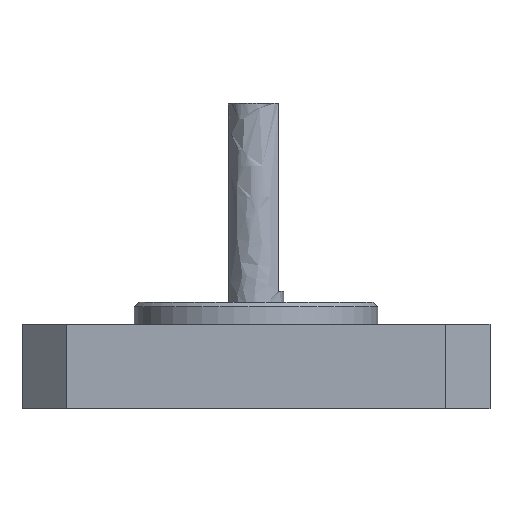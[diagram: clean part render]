
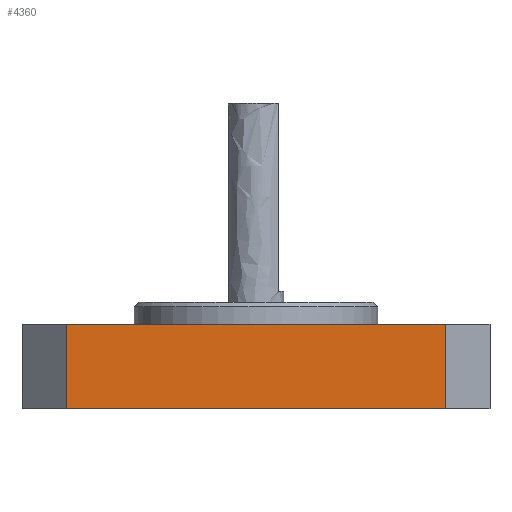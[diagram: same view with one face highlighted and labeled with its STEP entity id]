
A CAD part, front view. The second image highlights one B-rep face of the part: STEP entity #4360.
In plain terms, the highlighted planar face has unit normal (0, -1, 0).
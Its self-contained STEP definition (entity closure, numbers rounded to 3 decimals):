
#954 = PLANE('',#955);
#955 = AXIS2_PLACEMENT_3D('',#956,#957,#958);
#956 = CARTESIAN_POINT('',(270.,365.5,62.));
#957 = DIRECTION('',(0.,0.,1.));
#958 = DIRECTION('',(-1.,0.,0.));
#3198 = PLANE('',#3199);
#3199 = AXIS2_PLACEMENT_3D('',#3200,#3201,#3202);
#3200 = CARTESIAN_POINT('',(266.17,323.37,
    53.465));
#3201 = DIRECTION('',(0.707,-0.707,0.
    ));
#3202 = DIRECTION('',(-0.707,-0.707,
    0.));
#3221 = VERTEX_POINT('',#3222);
#3222 = CARTESIAN_POINT('',(261.65,318.85,
    62.));
#3240 = EDGE_CURVE('',#3241,#3221,#3243,.T.);
#3241 = VERTEX_POINT('',#3242);
#3242 = CARTESIAN_POINT('',(261.65,318.85,
    54.35));
#3243 = SURFACE_CURVE('',#3244,(#3247,#3253),.PCURVE_S1.);
#3244 = B_SPLINE_CURVE_WITH_KNOTS('',1,(#3245,#3246),.UNSPECIFIED.,.F.,
  .F.,(2,2),(-7.65,0.),.PIECEWISE_BEZIER_KNOTS.);
#3245 = CARTESIAN_POINT('',(261.65,318.85,
    54.35));
#3246 = CARTESIAN_POINT('',(261.65,318.85,
    62.));
#3247 = PCURVE('',#3198,#3248);
#3248 = DEFINITIONAL_REPRESENTATION('',(#3249),#3252);
#3249 = B_SPLINE_CURVE_WITH_KNOTS('',1,(#3250,#3251),.UNSPECIFIED.,.F.,
  .F.,(2,2),(-7.65,0.),.PIECEWISE_BEZIER_KNOTS.);
#3250 = CARTESIAN_POINT('',(6.392,-0.885));
#3251 = CARTESIAN_POINT('',(6.392,-8.535));
#3252 = ( GEOMETRIC_REPRESENTATION_CONTEXT(2) 
PARAMETRIC_REPRESENTATION_CONTEXT() REPRESENTATION_CONTEXT('2D SPACE',''
  ) );
#3253 = PCURVE('',#3254,#3259);
#3254 = PLANE('',#3255);
#3255 = AXIS2_PLACEMENT_3D('',#3256,#3257,#3258);
#3256 = CARTESIAN_POINT('',(265.2,318.85,
    53.465));
#3257 = DIRECTION('',(0.,-1.,0.));
#3258 = DIRECTION('',(-1.,0.,0.));
#3259 = DEFINITIONAL_REPRESENTATION('',(#3260),#3263);
#3260 = B_SPLINE_CURVE_WITH_KNOTS('',1,(#3261,#3262),.UNSPECIFIED.,.F.,
  .F.,(2,2),(-7.65,0.),.PIECEWISE_BEZIER_KNOTS.);
#3261 = CARTESIAN_POINT('',(3.55,-0.885));
#3262 = CARTESIAN_POINT('',(3.55,-8.535));
#3263 = ( GEOMETRIC_REPRESENTATION_CONTEXT(2) 
PARAMETRIC_REPRESENTATION_CONTEXT() REPRESENTATION_CONTEXT('2D SPACE',''
  ) );
#3277 = PLANE('',#3278);
#3278 = AXIS2_PLACEMENT_3D('',#3279,#3280,#3281);
#3279 = CARTESIAN_POINT('',(270.,365.5,54.35));
#3280 = DIRECTION('',(0.,0.,-1.));
#3281 = DIRECTION('',(1.,0.,0.));
#3291 = EDGE_CURVE('',#3292,#3294,#3296,.T.);
#3292 = VERTEX_POINT('',#3293);
#3293 = CARTESIAN_POINT('',(227.35,318.85,
    62.));
#3294 = VERTEX_POINT('',#3295);
#3295 = CARTESIAN_POINT('',(227.35,318.85,
    54.35));
#3296 = SURFACE_CURVE('',#3297,(#3300,#3311),.PCURVE_S1.);
#3297 = B_SPLINE_CURVE_WITH_KNOTS('',1,(#3298,#3299),.UNSPECIFIED.,.F.,
  .F.,(2,2),(0.,7.65),.PIECEWISE_BEZIER_KNOTS.);
#3298 = CARTESIAN_POINT('',(227.35,318.85,
    62.));
#3299 = CARTESIAN_POINT('',(227.35,318.85,
    54.35));
#3300 = PCURVE('',#3301,#3306);
#3301 = PLANE('',#3302);
#3302 = AXIS2_PLACEMENT_3D('',#3303,#3304,#3305);
#3303 = CARTESIAN_POINT('',(227.87,318.33,
    53.465));
#3304 = DIRECTION('',(-0.707,-0.707,
    0.));
#3305 = DIRECTION('',(0.707,-0.707,0.
    ));
#3306 = DEFINITIONAL_REPRESENTATION('',(#3307),#3310);
#3307 = B_SPLINE_CURVE_WITH_KNOTS('',1,(#3308,#3309),.UNSPECIFIED.,.F.,
  .F.,(2,2),(0.,7.65),.PIECEWISE_BEZIER_KNOTS.);
#3308 = CARTESIAN_POINT('',(-0.735,8.535));
#3309 = CARTESIAN_POINT('',(-0.735,0.885));
#3310 = ( GEOMETRIC_REPRESENTATION_CONTEXT(2) 
PARAMETRIC_REPRESENTATION_CONTEXT() REPRESENTATION_CONTEXT('2D SPACE',''
  ) );
#3311 = PCURVE('',#3254,#3312);
#3312 = DEFINITIONAL_REPRESENTATION('',(#3313),#3316);
#3313 = B_SPLINE_CURVE_WITH_KNOTS('',1,(#3314,#3315),.UNSPECIFIED.,.F.,
  .F.,(2,2),(0.,7.65),.PIECEWISE_BEZIER_KNOTS.);
#3314 = CARTESIAN_POINT('',(37.85,-8.535));
#3315 = CARTESIAN_POINT('',(37.85,-0.885));
#3316 = ( GEOMETRIC_REPRESENTATION_CONTEXT(2) 
PARAMETRIC_REPRESENTATION_CONTEXT() REPRESENTATION_CONTEXT('2D SPACE',''
  ) );
#3566 = EDGE_CURVE('',#3294,#3241,#3567,.T.);
#3567 = SURFACE_CURVE('',#3568,(#3571,#3577),.PCURVE_S1.);
#3568 = B_SPLINE_CURVE_WITH_KNOTS('',1,(#3569,#3570),.UNSPECIFIED.,.F.,
  .F.,(2,2),(-34.3,0.),.PIECEWISE_BEZIER_KNOTS.);
#3569 = CARTESIAN_POINT('',(227.35,318.85,
    54.35));
#3570 = CARTESIAN_POINT('',(261.65,318.85,
    54.35));
#3571 = PCURVE('',#3277,#3572);
#3572 = DEFINITIONAL_REPRESENTATION('',(#3573),#3576);
#3573 = B_SPLINE_CURVE_WITH_KNOTS('',1,(#3574,#3575),.UNSPECIFIED.,.F.,
  .F.,(2,2),(-34.3,0.),.PIECEWISE_BEZIER_KNOTS.);
#3574 = CARTESIAN_POINT('',(-42.65,46.65));
#3575 = CARTESIAN_POINT('',(-8.35,46.65));
#3576 = ( GEOMETRIC_REPRESENTATION_CONTEXT(2) 
PARAMETRIC_REPRESENTATION_CONTEXT() REPRESENTATION_CONTEXT('2D SPACE',''
  ) );
#3577 = PCURVE('',#3254,#3578);
#3578 = DEFINITIONAL_REPRESENTATION('',(#3579),#3582);
#3579 = B_SPLINE_CURVE_WITH_KNOTS('',1,(#3580,#3581),.UNSPECIFIED.,.F.,
  .F.,(2,2),(-34.3,0.),.PIECEWISE_BEZIER_KNOTS.);
#3580 = CARTESIAN_POINT('',(37.85,-0.885));
#3581 = CARTESIAN_POINT('',(3.55,-0.885));
#3582 = ( GEOMETRIC_REPRESENTATION_CONTEXT(2) 
PARAMETRIC_REPRESENTATION_CONTEXT() REPRESENTATION_CONTEXT('2D SPACE',''
  ) );
#3701 = EDGE_CURVE('',#3292,#3221,#3702,.T.);
#3702 = SURFACE_CURVE('',#3703,(#3706,#3712),.PCURVE_S1.);
#3703 = B_SPLINE_CURVE_WITH_KNOTS('',1,(#3704,#3705),.UNSPECIFIED.,.F.,
  .F.,(2,2),(0.,34.3),.PIECEWISE_BEZIER_KNOTS.);
#3704 = CARTESIAN_POINT('',(227.35,318.85,
    62.));
#3705 = CARTESIAN_POINT('',(261.65,318.85,
    62.));
#3706 = PCURVE('',#954,#3707);
#3707 = DEFINITIONAL_REPRESENTATION('',(#3708),#3711);
#3708 = B_SPLINE_CURVE_WITH_KNOTS('',1,(#3709,#3710),.UNSPECIFIED.,.F.,
  .F.,(2,2),(0.,34.3),.PIECEWISE_BEZIER_KNOTS.);
#3709 = CARTESIAN_POINT('',(42.65,46.65));
#3710 = CARTESIAN_POINT('',(8.35,46.65));
#3711 = ( GEOMETRIC_REPRESENTATION_CONTEXT(2) 
PARAMETRIC_REPRESENTATION_CONTEXT() REPRESENTATION_CONTEXT('2D SPACE',''
  ) );
#3712 = PCURVE('',#3254,#3713);
#3713 = DEFINITIONAL_REPRESENTATION('',(#3714),#3717);
#3714 = B_SPLINE_CURVE_WITH_KNOTS('',1,(#3715,#3716),.UNSPECIFIED.,.F.,
  .F.,(2,2),(0.,34.3),.PIECEWISE_BEZIER_KNOTS.);
#3715 = CARTESIAN_POINT('',(37.85,-8.535));
#3716 = CARTESIAN_POINT('',(3.55,-8.535));
#3717 = ( GEOMETRIC_REPRESENTATION_CONTEXT(2) 
PARAMETRIC_REPRESENTATION_CONTEXT() REPRESENTATION_CONTEXT('2D SPACE',''
  ) );
#4360 = ADVANCED_FACE('',(#4361),#3254,.T.);
#4361 = FACE_BOUND('',#4362,.T.);
#4362 = EDGE_LOOP('',(#4363,#4364,#4365,#4366));
#4363 = ORIENTED_EDGE('',*,*,#3240,.T.);
#4364 = ORIENTED_EDGE('',*,*,#3701,.F.);
#4365 = ORIENTED_EDGE('',*,*,#3291,.T.);
#4366 = ORIENTED_EDGE('',*,*,#3566,.T.);
